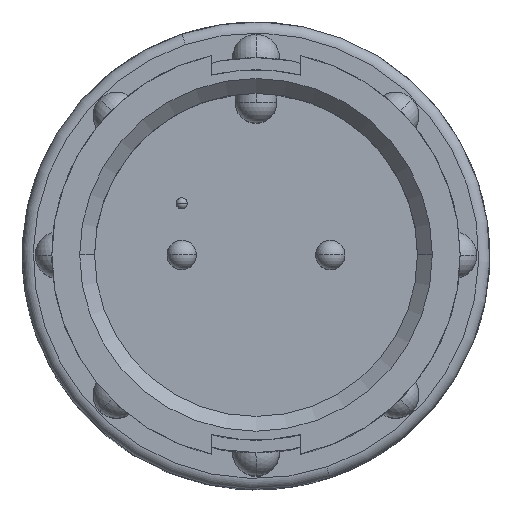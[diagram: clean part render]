
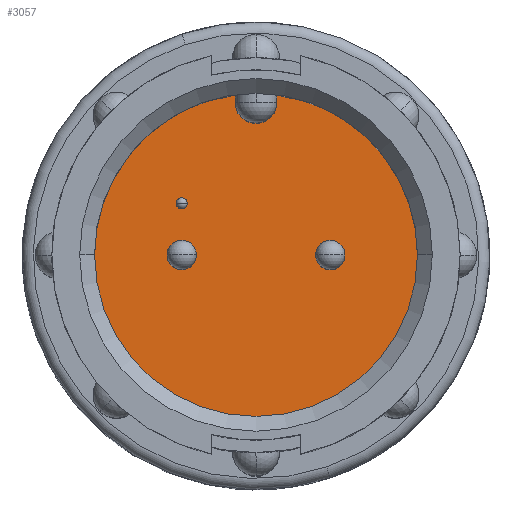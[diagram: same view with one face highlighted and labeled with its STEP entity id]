
A CAD part, top view. The second image highlights one B-rep face of the part: STEP entity #3057.
In plain terms, the highlighted planar face has unit normal (0, 0, 1).
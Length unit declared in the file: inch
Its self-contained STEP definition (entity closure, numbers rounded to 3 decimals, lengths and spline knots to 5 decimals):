
#81 = CARTESIAN_POINT ( 'NONE',  ( 0., 0.2055, -0.305 ) ) ;
#130 = PLANE ( 'NONE',  #13673 ) ;
#180 = EDGE_CURVE ( 'NONE', #10039, #12144, #1969, .T. ) ;
#263 = VERTEX_POINT ( 'NONE', #1948 ) ;
#321 = CARTESIAN_POINT ( 'NONE',  ( -0.08026, 0.0001, -0.305 ) ) ;
#331 = CARTESIAN_POINT ( 'NONE',  ( -0.0925, 0.07, -0.305 ) ) ;
#385 = EDGE_CURVE ( 'NONE', #12144, #10039, #864, .T. ) ;
#566 = EDGE_CURVE ( 'NONE', #14314, #2616, #10036, .T. ) ;
#635 = DIRECTION ( 'NONE',  ( 0., -1., 0. ) ) ;
#644 = VECTOR ( 'NONE', #635, 39.37008 ) ;
#743 = VERTEX_POINT ( 'NONE', #321 ) ;
#790 = CARTESIAN_POINT ( 'NONE',  ( -0.11974, 0.0001, -0.305 ) ) ;
#864 = CIRCLE ( 'NONE', #7986, 0.01974 ) ;
#935 = CARTESIAN_POINT ( 'NONE',  ( -0.1, 0.0001, -0.305 ) ) ;
#945 = VERTEX_POINT ( 'NONE', #790 ) ;
#960 = DIRECTION ( 'NONE',  ( 0., 0., 1. ) ) ;
#1276 = DIRECTION ( 'NONE',  ( 1., 0., 0. ) ) ;
#1567 = EDGE_CURVE ( 'NONE', #945, #743, #10395, .T. ) ;
#1842 = EDGE_LOOP ( 'NONE', ( #9353, #10841 ) ) ;
#1948 = CARTESIAN_POINT ( 'NONE',  ( 0.2175, 0., -0.305 ) ) ;
#1969 = CIRCLE ( 'NONE', #9873, 0.01974 ) ;
#2129 = FACE_BOUND ( 'NONE', #1842, .T. ) ;
#2130 = DIRECTION ( 'NONE',  ( 1., 0., 0. ) ) ;
#2271 = EDGE_CURVE ( 'NONE', #4733, #9956, #3459, .T. ) ;
#2494 = CIRCLE ( 'NONE', #15002, 0.2175 ) ;
#2578 = CARTESIAN_POINT ( 'NONE',  ( 0.028, 0.21569, -0.305 ) ) ;
#2616 = VERTEX_POINT ( 'NONE', #4114 ) ;
#2684 = AXIS2_PLACEMENT_3D ( 'NONE', #12681, #5558, #13882 ) ;
#2994 = EDGE_CURVE ( 'NONE', #9956, #14314, #8501, .T. ) ;
#3057 = ADVANCED_FACE ( 'NONE', ( #8142, #2129, #4946, #14095 ), #130, .T. ) ;
#3199 = VERTEX_POINT ( 'NONE', #331 ) ;
#3224 = AXIS2_PLACEMENT_3D ( 'NONE', #8138, #960, #9347 ) ;
#3297 = VECTOR ( 'NONE', #10835, 39.37008 ) ;
#3459 = LINE ( 'NONE', #9028, #644 ) ;
#3551 = ORIENTED_EDGE ( 'NONE', *, *, #2994, .T. ) ;
#3785 = CARTESIAN_POINT ( 'NONE',  ( 0., 0., -0.305 ) ) ;
#4114 = CARTESIAN_POINT ( 'NONE',  ( -0.028, 0.21569, -0.305 ) ) ;
#4270 = CARTESIAN_POINT ( 'NONE',  ( -0.028, 0.2055, -0.305 ) ) ;
#4613 = ORIENTED_EDGE ( 'NONE', *, *, #566, .T. ) ;
#4692 = DIRECTION ( 'NONE',  ( 0., 0., -1. ) ) ;
#4733 = VERTEX_POINT ( 'NONE', #2578 ) ;
#4835 = EDGE_CURVE ( 'NONE', #3199, #11637, #13873, .T. ) ;
#4946 = FACE_BOUND ( 'NONE', #10587, .T. ) ;
#4954 = DIRECTION ( 'NONE',  ( 0., 0., 1. ) ) ;
#4974 = CIRCLE ( 'NONE', #14597, 0.2175 ) ;
#5007 = DIRECTION ( 'NONE',  ( 1., 0., 0. ) ) ;
#5141 = ORIENTED_EDGE ( 'NONE', *, *, #11102, .F. ) ;
#5301 = CIRCLE ( 'NONE', #2684, 0.2175 ) ;
#5558 = DIRECTION ( 'NONE',  ( 0., 0., 1. ) ) ;
#5678 = DIRECTION ( 'NONE',  ( 0., 0., 1. ) ) ;
#6295 = DIRECTION ( 'NONE',  ( 0., 0., 1. ) ) ;
#6586 = AXIS2_PLACEMENT_3D ( 'NONE', #13438, #6295, #14638 ) ;
#6673 = DIRECTION ( 'NONE',  ( 0., 0., -1. ) ) ;
#6866 = CARTESIAN_POINT ( 'NONE',  ( 0., 0., -0.305 ) ) ;
#7013 = CIRCLE ( 'NONE', #3224, 0.0075 ) ;
#7178 = ORIENTED_EDGE ( 'NONE', *, *, #4835, .F. ) ;
#7212 = EDGE_CURVE ( 'NONE', #14190, #263, #5301, .T. ) ;
#7986 = AXIS2_PLACEMENT_3D ( 'NONE', #11830, #4692, #13043 ) ;
#8067 = DIRECTION ( 'NONE',  ( 1., 0., 0. ) ) ;
#8138 = CARTESIAN_POINT ( 'NONE',  ( -0.1, 0.07, -0.305 ) ) ;
#8142 = FACE_BOUND ( 'NONE', #9852, .T. ) ;
#8201 = EDGE_CURVE ( 'NONE', #743, #945, #10404, .T. ) ;
#8451 = DIRECTION ( 'NONE',  ( 0., 0., -1. ) ) ;
#8501 = CIRCLE ( 'NONE', #9692, 0.028 ) ;
#8570 = EDGE_CURVE ( 'NONE', #263, #4733, #4974, .T. ) ;
#9028 = CARTESIAN_POINT ( 'NONE',  ( 0.028, 0., -0.305 ) ) ;
#9049 = CARTESIAN_POINT ( 'NONE',  ( 0.11974, 0., -0.305 ) ) ;
#9326 = DIRECTION ( 'NONE',  ( 0., 0., 1. ) ) ;
#9347 = DIRECTION ( 'NONE',  ( 1., 0., 0. ) ) ;
#9353 = ORIENTED_EDGE ( 'NONE', *, *, #1567, .F. ) ;
#9354 = CARTESIAN_POINT ( 'NONE',  ( 0.08026, 0., -0.305 ) ) ;
#9654 = CARTESIAN_POINT ( 'NONE',  ( -0.028, 0., -0.305 ) ) ;
#9692 = AXIS2_PLACEMENT_3D ( 'NONE', #81, #8451, #1276 ) ;
#9852 = EDGE_LOOP ( 'NONE', ( #9866, #11050 ) ) ;
#9866 = ORIENTED_EDGE ( 'NONE', *, *, #385, .T. ) ;
#9873 = AXIS2_PLACEMENT_3D ( 'NONE', #13815, #6673, #14998 ) ;
#9956 = VERTEX_POINT ( 'NONE', #13572 ) ;
#10036 = LINE ( 'NONE', #9654, #3297 ) ;
#10039 = VERTEX_POINT ( 'NONE', #9049 ) ;
#10094 = CARTESIAN_POINT ( 'NONE',  ( -0.1075, 0.07, -0.305 ) ) ;
#10121 = AXIS2_PLACEMENT_3D ( 'NONE', #12817, #5678, #14003 ) ;
#10395 = CIRCLE ( 'NONE', #11362, 0.01974 ) ;
#10404 = CIRCLE ( 'NONE', #10121, 0.01974 ) ;
#10587 = EDGE_LOOP ( 'NONE', ( #7178, #5141 ) ) ;
#10759 = EDGE_CURVE ( 'NONE', #2616, #14190, #2494, .T. ) ;
#10835 = DIRECTION ( 'NONE',  ( 0., 1., 0. ) ) ;
#10841 = ORIENTED_EDGE ( 'NONE', *, *, #8201, .F. ) ;
#11050 = ORIENTED_EDGE ( 'NONE', *, *, #180, .T. ) ;
#11102 = EDGE_CURVE ( 'NONE', #11637, #3199, #7013, .T. ) ;
#11229 = ORIENTED_EDGE ( 'NONE', *, *, #2271, .T. ) ;
#11362 = AXIS2_PLACEMENT_3D ( 'NONE', #935, #9326, #2130 ) ;
#11637 = VERTEX_POINT ( 'NONE', #10094 ) ;
#11802 = ORIENTED_EDGE ( 'NONE', *, *, #7212, .T. ) ;
#11830 = CARTESIAN_POINT ( 'NONE',  ( 0.1, 0., -0.305 ) ) ;
#12081 = CARTESIAN_POINT ( 'NONE',  ( 0., 0., -0.305 ) ) ;
#12126 = DIRECTION ( 'NONE',  ( 0., 0., 1. ) ) ;
#12144 = VERTEX_POINT ( 'NONE', #9354 ) ;
#12239 = CARTESIAN_POINT ( 'NONE',  ( -0.2175, 0., -0.305 ) ) ;
#12257 = EDGE_LOOP ( 'NONE', ( #3551, #4613, #15110, #11802, #13397, #11229 ) ) ;
#12681 = CARTESIAN_POINT ( 'NONE',  ( 0., 0., -0.305 ) ) ;
#12817 = CARTESIAN_POINT ( 'NONE',  ( -0.1, 0.0001, -0.305 ) ) ;
#13043 = DIRECTION ( 'NONE',  ( 1., 0., 0. ) ) ;
#13286 = DIRECTION ( 'NONE',  ( 1., 0., 0. ) ) ;
#13397 = ORIENTED_EDGE ( 'NONE', *, *, #8570, .T. ) ;
#13438 = CARTESIAN_POINT ( 'NONE',  ( -0.1, 0.07, -0.305 ) ) ;
#13572 = CARTESIAN_POINT ( 'NONE',  ( 0.028, 0.2055, -0.305 ) ) ;
#13673 = AXIS2_PLACEMENT_3D ( 'NONE', #12081, #4954, #13286 ) ;
#13815 = CARTESIAN_POINT ( 'NONE',  ( 0.1, 0., -0.305 ) ) ;
#13873 = CIRCLE ( 'NONE', #6586, 0.0075 ) ;
#13882 = DIRECTION ( 'NONE',  ( 1., 0., 0. ) ) ;
#14003 = DIRECTION ( 'NONE',  ( 1., 0., 0. ) ) ;
#14095 = FACE_OUTER_BOUND ( 'NONE', #12257, .T. ) ;
#14190 = VERTEX_POINT ( 'NONE', #12239 ) ;
#14314 = VERTEX_POINT ( 'NONE', #4270 ) ;
#14597 = AXIS2_PLACEMENT_3D ( 'NONE', #6866, #15181, #8067 ) ;
#14638 = DIRECTION ( 'NONE',  ( 1., 0., 0. ) ) ;
#14998 = DIRECTION ( 'NONE',  ( 1., 0., 0. ) ) ;
#15002 = AXIS2_PLACEMENT_3D ( 'NONE', #3785, #12126, #5007 ) ;
#15110 = ORIENTED_EDGE ( 'NONE', *, *, #10759, .T. ) ;
#15181 = DIRECTION ( 'NONE',  ( 0., 0., 1. ) ) ;
